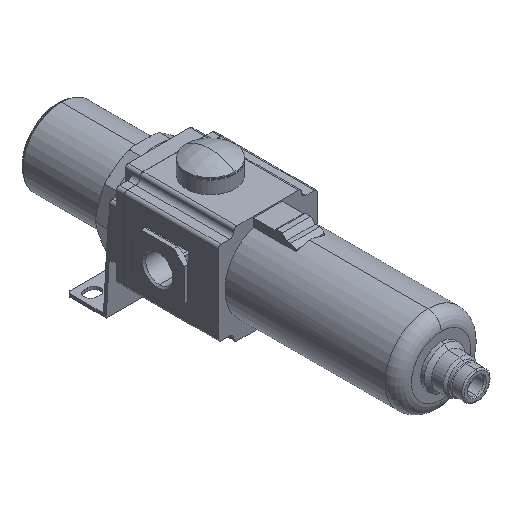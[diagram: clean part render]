
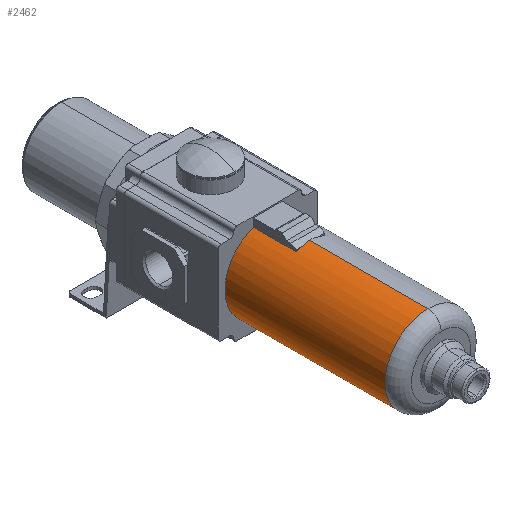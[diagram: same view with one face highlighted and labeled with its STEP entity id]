
A CAD part, isometric view. The second image highlights one B-rep face of the part: STEP entity #2462.
In plain terms, the highlighted cylindrical face has radius 29.2 mm (diameter 58.4 mm), a partial arc.
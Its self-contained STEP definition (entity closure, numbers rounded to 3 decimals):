
#84 = CARTESIAN_POINT ( 'NONE',  ( 0., -144.1, -29.2 ) ) ;
#168 = EDGE_CURVE ( 'NONE', #4648, #2368, #3083, .T. ) ;
#409 = ORIENTED_EDGE ( 'NONE', *, *, #4121, .F. ) ;
#452 = ORIENTED_EDGE ( 'NONE', *, *, #168, .T. ) ;
#502 = DIRECTION ( 'NONE',  ( 0., 1., 0. ) ) ;
#596 = DIRECTION ( 'NONE',  ( 0., -1., 0. ) ) ;
#634 = CARTESIAN_POINT ( 'NONE',  ( 0., -144.1, -29.2 ) ) ;
#750 = EDGE_CURVE ( 'NONE', #4754, #4419, #1738, .T. ) ;
#772 = VERTEX_POINT ( 'NONE', #2212 ) ;
#781 = DIRECTION ( 'NONE',  ( 0., 1., 0. ) ) ;
#848 = ORIENTED_EDGE ( 'NONE', *, *, #750, .F. ) ;
#867 = DIRECTION ( 'NONE',  ( 0., 1., 0. ) ) ;
#1352 = EDGE_LOOP ( 'NONE', ( #2446, #4557, #2499, #5711, #848, #409, #452 ) ) ;
#1380 = CARTESIAN_POINT ( 'NONE',  ( 0., -177.5, 0. ) ) ;
#1453 = VERTEX_POINT ( 'NONE', #3623 ) ;
#1557 = CARTESIAN_POINT ( 'NONE',  ( 0., -63.351, 29.2 ) ) ;
#1738 = LINE ( 'NONE', #634, #2565 ) ;
#1798 = CARTESIAN_POINT ( 'NONE',  ( 0., -63.351, 29.2 ) ) ;
#1824 = VERTEX_POINT ( 'NONE', #2324 ) ;
#1923 = CARTESIAN_POINT ( 'NONE',  ( 0., -144.1, 29.2 ) ) ;
#2011 = VECTOR ( 'NONE', #596, 1000. ) ;
#2177 = AXIS2_PLACEMENT_3D ( 'NONE', #7033, #867, #3127 ) ;
#2212 = CARTESIAN_POINT ( 'NONE',  ( -9.75, -64.1, 27.524 ) ) ;
#2324 = CARTESIAN_POINT ( 'NONE',  ( -4.935, -64.1, 28.78 ) ) ;
#2361 = EDGE_CURVE ( 'NONE', #772, #1824, #4045, .T. ) ;
#2368 = VERTEX_POINT ( 'NONE', #1557 ) ;
#2446 = ORIENTED_EDGE ( 'NONE', *, *, #3288, .F. ) ;
#2462 = ADVANCED_FACE ( 'NONE', ( #4086 ), #4152, .T. ) ;
#2499 = ORIENTED_EDGE ( 'NONE', *, *, #6737, .F. ) ;
#2565 = VECTOR ( 'NONE', #502, 1000. ) ;
#2612 = DIRECTION ( 'NONE',  ( 0., 1., 0. ) ) ;
#2821 = AXIS2_PLACEMENT_3D ( 'NONE', #6985, #781, #6369 ) ;
#2907 = CARTESIAN_POINT ( 'NONE',  ( 0., -35., -29.2 ) ) ;
#2994 = AXIS2_PLACEMENT_3D ( 'NONE', #3664, #4183, #4693 ) ;
#3063 = CARTESIAN_POINT ( 'NONE',  ( -1.655, -63.351, 29.2 ) ) ;
#3083 = LINE ( 'NONE', #1923, #5367 ) ;
#3127 = DIRECTION ( 'NONE',  ( 0., 0., 1. ) ) ;
#3288 = EDGE_CURVE ( 'NONE', #1824, #2368, #5796, .T. ) ;
#3478 = LINE ( 'NONE', #4571, #2011 ) ;
#3526 = DIRECTION ( 'NONE',  ( 1., 0., 0. ) ) ;
#3623 = CARTESIAN_POINT ( 'NONE',  ( -9.75, -35., 27.524 ) ) ;
#3664 = CARTESIAN_POINT ( 'NONE',  ( 0., -144.1, 0. ) ) ;
#3847 = CARTESIAN_POINT ( 'NONE',  ( -4.935, -64.1, 28.78 ) ) ;
#4045 = CIRCLE ( 'NONE', #2177, 29.2 ) ;
#4086 = FACE_OUTER_BOUND ( 'NONE', #1352, .T. ) ;
#4121 = EDGE_CURVE ( 'NONE', #4648, #4754, #6507, .T. ) ;
#4152 = CYLINDRICAL_SURFACE ( 'NONE', #5451, 29.2 ) ;
#4169 = CARTESIAN_POINT ( 'NONE',  ( -3.304, -63.602, 29.06 ) ) ;
#4183 = DIRECTION ( 'NONE',  ( 0., -1., 0. ) ) ;
#4419 = VERTEX_POINT ( 'NONE', #2907 ) ;
#4501 = CARTESIAN_POINT ( 'NONE',  ( 0., -144.1, 29.2 ) ) ;
#4557 = ORIENTED_EDGE ( 'NONE', *, *, #2361, .F. ) ;
#4571 = CARTESIAN_POINT ( 'NONE',  ( -9.75, -177.5, 27.524 ) ) ;
#4648 = VERTEX_POINT ( 'NONE', #4501 ) ;
#4693 = DIRECTION ( 'NONE',  ( 0., 0., -1. ) ) ;
#4754 = VERTEX_POINT ( 'NONE', #84 ) ;
#5283 = CIRCLE ( 'NONE', #2821, 29.2 ) ;
#5367 = VECTOR ( 'NONE', #2612, 1000. ) ;
#5451 = AXIS2_PLACEMENT_3D ( 'NONE', #1380, #6423, #3526 ) ;
#5711 = ORIENTED_EDGE ( 'NONE', *, *, #6968, .F. ) ;
#5796 =( BOUNDED_CURVE ( )  B_SPLINE_CURVE ( 3, ( #3847, #4169, #3063, #1798 ),
 .UNSPECIFIED., .F., .F. ) 
 B_SPLINE_CURVE_WITH_KNOTS ( ( 4, 4 ),
 ( 2.972, 3.142 ),
 .UNSPECIFIED. ) 
 CURVE ( )  GEOMETRIC_REPRESENTATION_ITEM ( )  RATIONAL_B_SPLINE_CURVE ( ( 1., 0.998, 0.998, 1. ) ) 
 REPRESENTATION_ITEM ( '' )  );
#6369 = DIRECTION ( 'NONE',  ( 0., 0., 1. ) ) ;
#6423 = DIRECTION ( 'NONE',  ( 0., 1., 0. ) ) ;
#6507 = CIRCLE ( 'NONE', #2994, 29.2 ) ;
#6737 = EDGE_CURVE ( 'NONE', #1453, #772, #3478, .T. ) ;
#6968 = EDGE_CURVE ( 'NONE', #4419, #1453, #5283, .T. ) ;
#6985 = CARTESIAN_POINT ( 'NONE',  ( 0., -35., 0. ) ) ;
#7033 = CARTESIAN_POINT ( 'NONE',  ( 0., -64.1, 0. ) ) ;
